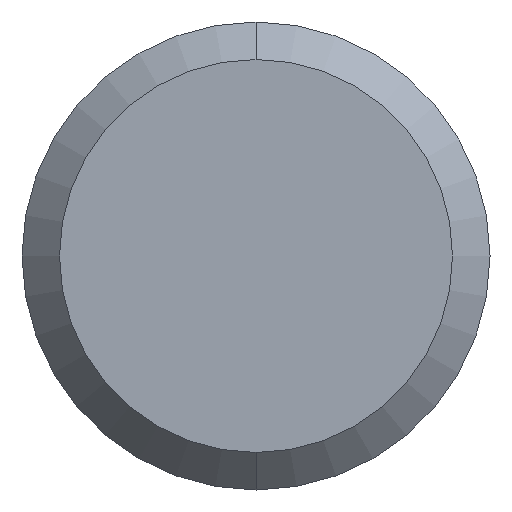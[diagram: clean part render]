
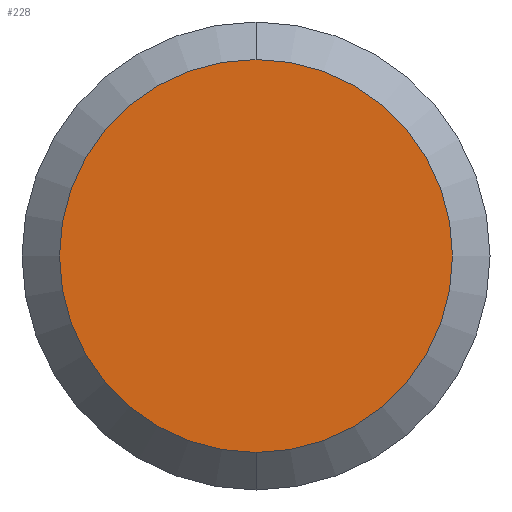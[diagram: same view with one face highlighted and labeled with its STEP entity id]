
A CAD part, front view. The second image highlights one B-rep face of the part: STEP entity #228.
In plain terms, the highlighted planar face has unit normal (0, -1, 0).
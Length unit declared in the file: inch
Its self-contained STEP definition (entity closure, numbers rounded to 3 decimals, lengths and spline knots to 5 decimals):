
#3 = ORIENTED_EDGE ( 'NONE', *, *, #227, .T. ) ;
#19 = DIRECTION ( 'NONE',  ( 0., 1., 0. ) ) ;
#35 = FACE_OUTER_BOUND ( 'NONE', #61, .T. ) ;
#36 = DIRECTION ( 'NONE',  ( 0., -1., 0. ) ) ;
#41 = PLANE ( 'NONE',  #98 ) ;
#61 = EDGE_LOOP ( 'NONE', ( #204, #3 ) ) ;
#64 = DIRECTION ( 'NONE',  ( 0., 0., 1. ) ) ;
#84 = DIRECTION ( 'NONE',  ( 0., 0., 1. ) ) ;
#98 = AXIS2_PLACEMENT_3D ( 'NONE', #249, #19, #64 ) ;
#100 = CIRCLE ( 'NONE', #105, 0.10485 ) ;
#102 = CARTESIAN_POINT ( 'NONE',  ( 0., 0., 0. ) ) ;
#105 = AXIS2_PLACEMENT_3D ( 'NONE', #232, #36, #153 ) ;
#117 = AXIS2_PLACEMENT_3D ( 'NONE', #102, #273, #84 ) ;
#118 = VERTEX_POINT ( 'NONE', #149 ) ;
#149 = CARTESIAN_POINT ( 'NONE',  ( 0., 0., 0.10485 ) ) ;
#153 = DIRECTION ( 'NONE',  ( 0., 0., 1. ) ) ;
#160 = CIRCLE ( 'NONE', #117, 0.10485 ) ;
#193 = EDGE_CURVE ( 'NONE', #118, #278, #160, .T. ) ;
#204 = ORIENTED_EDGE ( 'NONE', *, *, #193, .T. ) ;
#227 = EDGE_CURVE ( 'NONE', #278, #118, #100, .T. ) ;
#228 = ADVANCED_FACE ( 'NONE', ( #35 ), #41, .F. ) ;
#232 = CARTESIAN_POINT ( 'NONE',  ( 0., 0., 0. ) ) ;
#243 = CARTESIAN_POINT ( 'NONE',  ( 0., 0., -0.10485 ) ) ;
#249 = CARTESIAN_POINT ( 'NONE',  ( 0., 0., 0. ) ) ;
#273 = DIRECTION ( 'NONE',  ( 0., -1., 0. ) ) ;
#278 = VERTEX_POINT ( 'NONE', #243 ) ;
